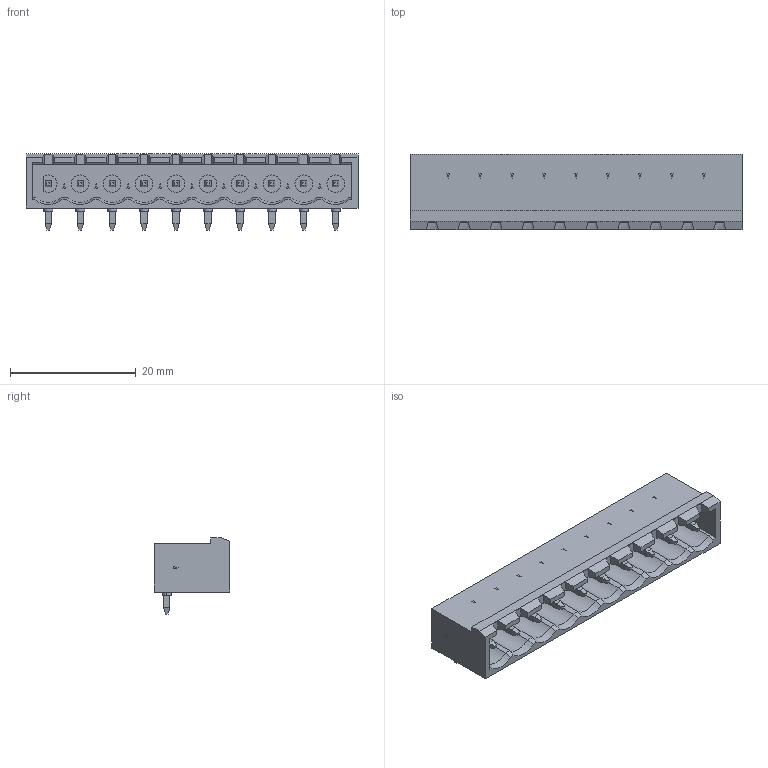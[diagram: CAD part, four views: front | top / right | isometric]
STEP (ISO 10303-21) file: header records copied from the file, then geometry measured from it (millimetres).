
FILE_DESCRIPTION((''),'2;1');
FILE_NAME('PHOENIX_1757323.stp','2010-02-10T15:56:49',(''),(''),'Mechanical Desktop 2010','Mechanical Desktop 2010',', , ');
FILE_SCHEMA(('AUTOMOTIVE_DESIGN { 1 2 10303 214 1 1 1 1 }'));
Length unit declared in the file: millimetre
Products named in the file (1): Product
Bounding box: 52.8 x 12 x 12.1 mm (x, y, z)
Volume: 2635 mm3; surface area: 3943.4 mm2
Topology: 41 solids, 41 shells, 547 faces, 1206 edges, 774 vertices
Faces by surface type: plane 459, cylinder 68, sphere 10, cone 10
Entity records: 14968 total; most frequent: CARTESIAN_POINT 2768, DIRECTION 2438, ORIENTED_EDGE 2412, EDGE_CURVE 1206, VECTOR 1030, LINE 1030, VERTEX_POINT 774, AXIS2_PLACEMENT_3D 704
